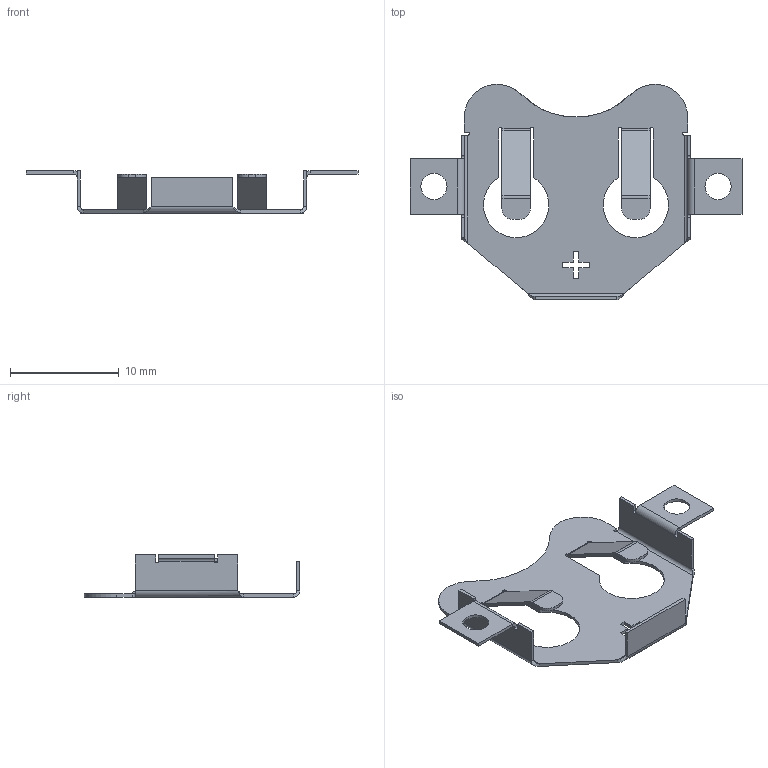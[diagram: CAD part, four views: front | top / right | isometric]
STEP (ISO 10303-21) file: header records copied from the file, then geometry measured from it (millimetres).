
FILE_DESCRIPTION(/* description */ (''),/* implementation_level */ '2;1');
FILE_NAME(/* name */ 'RS_PRO_CR2032_CLIP_2378333 v5.step',/* time_stamp */ '2023-12-07T16:22:05+02:00',/* author */ (''),/* organization */ (''),/* preprocessor_version */ 'ST-DEVELOPER v20',/* originating_system */ 'Autodesk Translation Framework v12.14.0.127',/* authorisation */ '');
FILE_SCHEMA (('AUTOMOTIVE_DESIGN { 1 0 10303 214 3 1 1 }'));
Length unit declared in the file: millimetre
Products named in the file (2): RS_PRO_CR2032_CLIP_2378333; CR2032_CLIP_RS_PRO
Assembly tree (1 placements, depth 2):
  RS_PRO_CR2032_CLIP_2378333
    CR2032_CLIP_RS_PRO
Bounding box: 30.5 x 19.8 x 3.9 mm (x, y, z)
Volume: 128.8 mm3; surface area: 928.8 mm2
Topology: 1 solids, 1 shells, 131 faces, 319 edges, 190 vertices
Faces by surface type: plane 87, cylinder 38, bspline 6
Full cylindrical faces by diameter (mm): 2.4 x2
Entity records: 4122 total; most frequent: CARTESIAN_POINT 986, ORIENTED_EDGE 638, DIRECTION 633, EDGE_CURVE 319, LINE 239, VECTOR 239, AXIS2_PLACEMENT_3D 197, VERTEX_POINT 190
